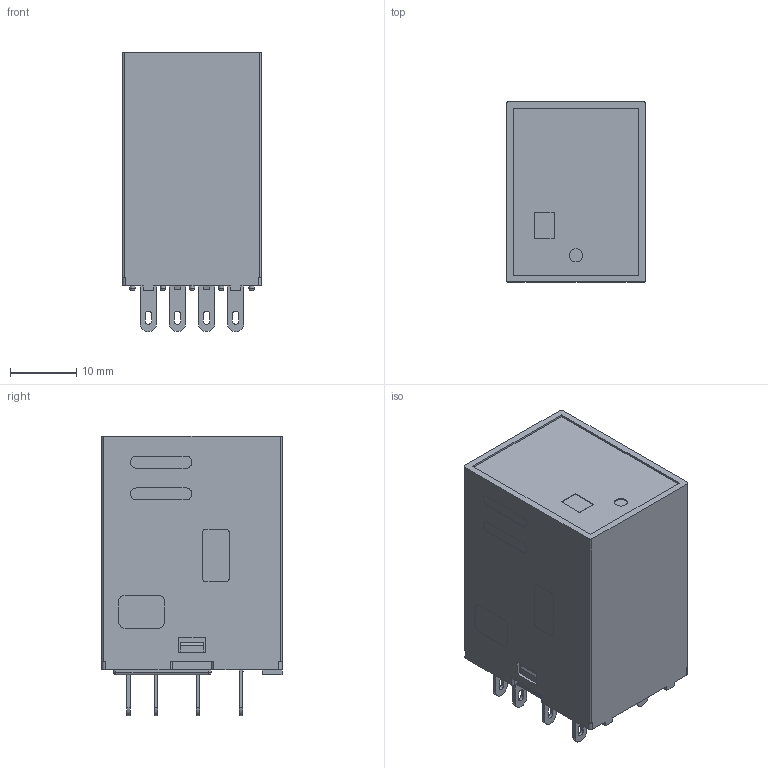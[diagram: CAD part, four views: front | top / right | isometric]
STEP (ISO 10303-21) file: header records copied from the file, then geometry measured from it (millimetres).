
FILE_DESCRIPTION (( 'STEP AP203' ), '1' );
FILE_NAME ('OGR-2-4C-DC220V. Ðåëå îáùåãî íàçíà÷åíèÿ OGR-2 4C 220Â DC ONI.STEP', '2025-07-28T11:07:23', ( '' ), ( '' ), 'SwSTEP 2.0', 'SolidWorks 2022', '' );
FILE_SCHEMA (( 'CONFIG_CONTROL_DESIGN' ));
Length unit declared in the file: millimetre
Products named in the file (1): OGR-2-4C-DC220V. Реле общего назначения OGR-2 4C 220В DC ONI
Bounding box: 21 x 27.2 x 42.2 mm (x, y, z)
Volume: 20108.9 mm3; surface area: 5340.8 mm2
Topology: 1 solids, 3 shells, 485 faces, 1320 edges, 872 vertices
Faces by surface type: plane 365, cylinder 110, bspline 10
Entity records: 15419 total; most frequent: CARTESIAN_POINT 2828, ORIENTED_EDGE 2640, DIRECTION 2502, EDGE_CURVE 1320, VECTOR 1090, LINE 1090, VERTEX_POINT 872, AXIS2_PLACEMENT_3D 706
